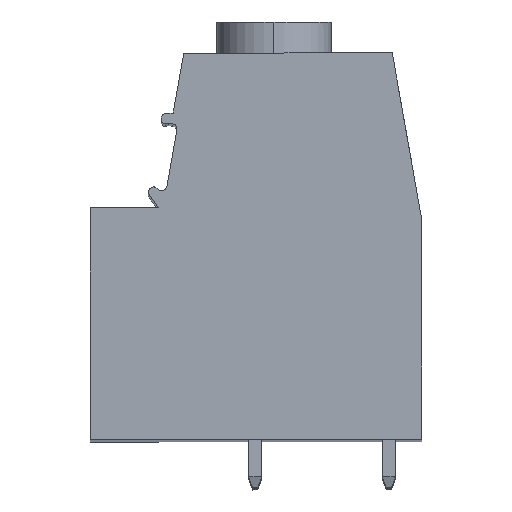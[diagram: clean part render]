
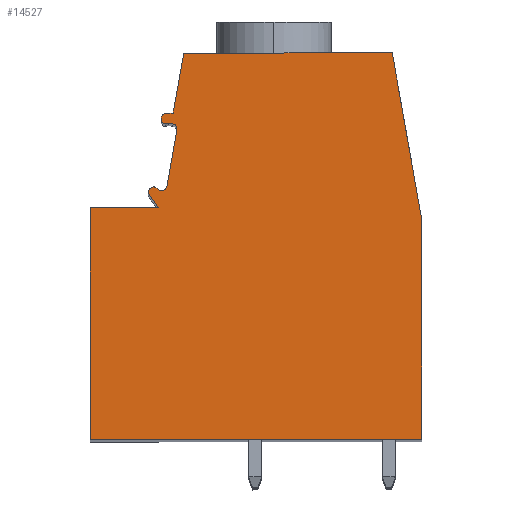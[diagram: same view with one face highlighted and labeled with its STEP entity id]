
A CAD part, top view. The second image highlights one B-rep face of the part: STEP entity #14527.
In plain terms, the highlighted planar face has unit normal (0, 0, 1).
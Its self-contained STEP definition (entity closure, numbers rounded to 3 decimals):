
#4030=DIRECTION('',(-1.,0.,0.));
#4031=VECTOR('',#4030,0.6);
#4032=CARTESIAN_POINT('',(-9.708,14.795,127.5));
#4033=LINE('',#4032,#4031);
#4034=DIRECTION('',(-0.174,-0.985,0.));
#4035=VECTOR('',#4034,5.687);
#4036=CARTESIAN_POINT('',(-8.72,20.396,127.5));
#4037=LINE('',#4036,#4035);
#4038=DIRECTION('',(-1.,-0.001,0.));
#4039=VECTOR('',#4038,19.48);
#4040=CARTESIAN_POINT('',(10.76,20.41,127.5));
#4041=LINE('',#4040,#4039);
#4042=DIRECTION('',(-0.174,0.985,0.));
#4043=VECTOR('',#4042,15.891);
#4044=CARTESIAN_POINT('',(13.53,4.762,127.5));
#4045=LINE('',#4044,#4043);
#4046=DIRECTION('',(0.,1.,0.));
#4047=VECTOR('',#4046,20.45);
#4048=CARTESIAN_POINT('',(13.53,-15.688,127.5));
#4049=LINE('',#4048,#4047);
#4050=DIRECTION('',(1.,0.001,0.));
#4051=VECTOR('',#4050,31.);
#4052=CARTESIAN_POINT('',(-17.47,-15.71,127.5));
#4053=LINE('',#4052,#4051);
#4054=DIRECTION('',(0.,-1.,0.));
#4055=VECTOR('',#4054,21.65);
#4056=CARTESIAN_POINT('',(-17.47,5.94,127.5));
#4057=LINE('',#4056,#4055);
#4058=DIRECTION('',(-1.,0.,0.));
#4059=VECTOR('',#4058,6.38);
#4060=CARTESIAN_POINT('',(-11.09,5.94,127.5));
#4061=LINE('',#4060,#4059);
#4062=DIRECTION('',(0.577,-0.817,0.));
#4063=VECTOR('',#4062,1.51);
#4064=CARTESIAN_POINT('',(-11.961,7.174,127.5));
#4065=LINE('',#4064,#4063);
#4066=CARTESIAN_POINT('',(-11.634,7.404,127.5));
#4067=DIRECTION('',(0.,0.,1.));
#4068=DIRECTION('',(-0.536,0.844,0.));
#4069=AXIS2_PLACEMENT_3D('',#4066,#4067,#4068);
#4071=DIRECTION('',(-0.844,-0.536,0.));
#4072=VECTOR('',#4071,0.245);
#4073=CARTESIAN_POINT('',(-11.642,7.873,127.5));
#4074=LINE('',#4073,#4072);
#4075=CARTESIAN_POINT('',(-11.535,7.704,127.5));
#4076=DIRECTION('',(0.,0.,1.));
#4077=DIRECTION('',(0.56,0.829,0.));
#4078=AXIS2_PLACEMENT_3D('',#4075,#4076,#4077);
#4080=DIRECTION('',(-0.829,0.56,0.));
#4081=VECTOR('',#4080,0.514);
#4082=CARTESIAN_POINT('',(-10.997,7.583,127.5));
#4083=LINE('',#4082,#4081);
#4084=DIRECTION('',(-0.989,0.148,0.));
#4085=VECTOR('',#4084,0.14);
#4086=CARTESIAN_POINT('',(-10.859,7.562,127.5));
#4087=LINE('',#4086,#4085);
#4088=CARTESIAN_POINT('',(-10.785,8.056,127.5));
#4089=DIRECTION('',(0.,0.,-1.));
#4090=DIRECTION('',(0.985,-0.174,0.));
#4091=AXIS2_PLACEMENT_3D('',#4088,#4089,#4090);
#4093=DIRECTION('',(-0.174,-0.985,0.));
#4094=VECTOR('',#4093,5.32);
#4095=CARTESIAN_POINT('',(-9.368,13.209,127.5));
#4096=LINE('',#4095,#4094);
#4097=CARTESIAN_POINT('',(-9.861,13.295,127.5));
#4098=DIRECTION('',(0.,0.,-1.));
#4099=DIRECTION('',(0.182,0.983,0.));
#4100=AXIS2_PLACEMENT_3D('',#4097,#4098,#4099);
#4102=DIRECTION('',(0.983,-0.182,0.));
#4103=VECTOR('',#4102,0.412);
#4104=CARTESIAN_POINT('',(-10.175,13.862,127.5));
#4105=LINE('',#4104,#4103);
#4106=DIRECTION('',(0.97,0.243,0.));
#4107=VECTOR('',#4106,0.292);
#4108=CARTESIAN_POINT('',(-10.458,13.791,127.5));
#4109=LINE('',#4108,#4107);
#4110=CARTESIAN_POINT('',(-10.506,13.985,127.5));
#4111=DIRECTION('',(0.,0.,1.));
#4112=DIRECTION('',(-0.792,-0.61,0.));
#4113=AXIS2_PLACEMENT_3D('',#4110,#4111,#4112);
#4115=DIRECTION('',(0.61,-0.792,0.));
#4116=VECTOR('',#4115,0.188);
#4117=CARTESIAN_POINT('',(-10.78,14.012,127.5));
#4118=LINE('',#4117,#4116);
#4119=CARTESIAN_POINT('',(-10.542,14.195,127.5));
#4120=DIRECTION('',(0.,0.,1.));
#4121=DIRECTION('',(-0.966,0.259,0.));
#4122=AXIS2_PLACEMENT_3D('',#4119,#4120,#4121);
#4124=DIRECTION('',(-0.259,-0.966,0.));
#4125=VECTOR('',#4124,0.157);
#4126=CARTESIAN_POINT('',(-10.791,14.425,127.5));
#4127=LINE('',#4126,#4125);
#4128=CARTESIAN_POINT('',(-10.308,14.295,127.5));
#4129=DIRECTION('',(0.,0.,1.));
#4130=DIRECTION('',(0.,1.,0.));
#4131=AXIS2_PLACEMENT_3D('',#4128,#4129,#4130);
#7239=CARTESIAN_POINT('',(-9.708,14.795,127.5));
#7240=CARTESIAN_POINT('',(-10.308,14.795,127.5));
#7241=VERTEX_POINT('',#7239);
#7242=VERTEX_POINT('',#7240);
#7243=CARTESIAN_POINT('',(-10.791,14.425,127.5));
#7244=VERTEX_POINT('',#7243);
#7245=CARTESIAN_POINT('',(-10.832,14.273,127.5));
#7246=VERTEX_POINT('',#7245);
#7247=CARTESIAN_POINT('',(-10.78,14.012,127.5));
#7248=VERTEX_POINT('',#7247);
#7249=CARTESIAN_POINT('',(-10.665,13.863,127.5));
#7250=VERTEX_POINT('',#7249);
#7251=CARTESIAN_POINT('',(-10.458,13.791,127.5));
#7252=VERTEX_POINT('',#7251);
#7253=CARTESIAN_POINT('',(-10.175,13.862,127.5));
#7254=VERTEX_POINT('',#7253);
#7255=CARTESIAN_POINT('',(-9.77,13.787,127.5));
#7256=VERTEX_POINT('',#7255);
#7257=CARTESIAN_POINT('',(-9.368,13.209,127.5));
#7258=VERTEX_POINT('',#7257);
#7259=CARTESIAN_POINT('',(-10.292,7.969,127.5));
#7260=VERTEX_POINT('',#7259);
#7261=CARTESIAN_POINT('',(-10.859,7.562,127.5));
#7262=VERTEX_POINT('',#7261);
#7263=CARTESIAN_POINT('',(-10.997,7.583,127.5));
#7264=VERTEX_POINT('',#7263);
#7265=CARTESIAN_POINT('',(-11.423,7.87,127.5));
#7266=VERTEX_POINT('',#7265);
#7267=CARTESIAN_POINT('',(-11.642,7.873,127.5));
#7268=VERTEX_POINT('',#7267);
#7269=CARTESIAN_POINT('',(-11.848,7.742,127.5));
#7270=VERTEX_POINT('',#7269);
#7271=CARTESIAN_POINT('',(-11.961,7.174,127.5));
#7272=VERTEX_POINT('',#7271);
#7273=CARTESIAN_POINT('',(-11.09,5.94,127.5));
#7274=VERTEX_POINT('',#7273);
#7275=CARTESIAN_POINT('',(-17.47,5.94,127.5));
#7276=VERTEX_POINT('',#7275);
#7277=CARTESIAN_POINT('',(-17.47,-15.71,127.5));
#7278=VERTEX_POINT('',#7277);
#7279=CARTESIAN_POINT('',(13.53,-15.688,127.5));
#7280=VERTEX_POINT('',#7279);
#7281=CARTESIAN_POINT('',(13.53,4.762,127.5));
#7282=VERTEX_POINT('',#7281);
#7283=CARTESIAN_POINT('',(10.76,20.41,127.5));
#7284=VERTEX_POINT('',#7283);
#7285=CARTESIAN_POINT('',(-8.72,20.396,127.5));
#7286=VERTEX_POINT('',#7285);
#14496=CARTESIAN_POINT('',(0.,0.,127.5));
#14497=DIRECTION('',(0.,0.,1.));
#14498=DIRECTION('',(1.,0.,0.));
#14499=AXIS2_PLACEMENT_3D('',#14496,#14497,#14498);
#14500=PLANE('',#14499);
#14501=ORIENTED_EDGE('',*,*,#9439,.F.);
#14502=ORIENTED_EDGE('',*,*,#9454,.F.);
#14503=ORIENTED_EDGE('',*,*,#9469,.F.);
#14504=ORIENTED_EDGE('',*,*,#12892,.F.);
#14505=ORIENTED_EDGE('',*,*,#12980,.F.);
#14506=ORIENTED_EDGE('',*,*,#13789,.F.);
#14507=ORIENTED_EDGE('',*,*,#14163,.F.);
#14508=ORIENTED_EDGE('',*,*,#14267,.F.);
#14509=ORIENTED_EDGE('',*,*,#14281,.F.);
#14510=ORIENTED_EDGE('',*,*,#14295,.F.);
#14511=ORIENTED_EDGE('',*,*,#14309,.F.);
#14512=ORIENTED_EDGE('',*,*,#14323,.F.);
#14513=ORIENTED_EDGE('',*,*,#14337,.F.);
#14514=ORIENTED_EDGE('',*,*,#14351,.F.);
#14515=ORIENTED_EDGE('',*,*,#14365,.F.);
#14516=ORIENTED_EDGE('',*,*,#14379,.F.);
#14517=ORIENTED_EDGE('',*,*,#14393,.F.);
#14518=ORIENTED_EDGE('',*,*,#14407,.F.);
#14519=ORIENTED_EDGE('',*,*,#14421,.F.);
#14520=ORIENTED_EDGE('',*,*,#14435,.F.);
#14521=ORIENTED_EDGE('',*,*,#14449,.F.);
#14522=ORIENTED_EDGE('',*,*,#14463,.F.);
#14523=ORIENTED_EDGE('',*,*,#14477,.F.);
#14524=ORIENTED_EDGE('',*,*,#14490,.F.);
#14525=EDGE_LOOP('',(#14501,#14502,#14503,#14504,#14505,#14506,#14507,#14508,
#14509,#14510,#14511,#14512,#14513,#14514,#14515,#14516,#14517,#14518,#14519,
#14520,#14521,#14522,#14523,#14524));
#14526=FACE_OUTER_BOUND('',#14525,.F.);
#4070=CIRCLE('',#4069,0.4);
#4079=CIRCLE('',#4078,0.2);
#4092=CIRCLE('',#4091,0.5);
#4101=CIRCLE('',#4100,0.5);
#4114=CIRCLE('',#4113,0.2);
#4123=CIRCLE('',#4122,0.3);
#4132=CIRCLE('',#4131,0.5);
#9439=EDGE_CURVE('',#7241,#7242,#4033,.T.);
#9454=EDGE_CURVE('',#7286,#7241,#4037,.T.);
#9469=EDGE_CURVE('',#7284,#7286,#4041,.T.);
#12892=EDGE_CURVE('',#7282,#7284,#4045,.T.);
#12980=EDGE_CURVE('',#7280,#7282,#4049,.T.);
#13789=EDGE_CURVE('',#7278,#7280,#4053,.T.);
#14163=EDGE_CURVE('',#7276,#7278,#4057,.T.);
#14267=EDGE_CURVE('',#7274,#7276,#4061,.T.);
#14281=EDGE_CURVE('',#7272,#7274,#4065,.T.);
#14295=EDGE_CURVE('',#7270,#7272,#4070,.T.);
#14309=EDGE_CURVE('',#7268,#7270,#4074,.T.);
#14323=EDGE_CURVE('',#7266,#7268,#4079,.T.);
#14337=EDGE_CURVE('',#7264,#7266,#4083,.T.);
#14351=EDGE_CURVE('',#7262,#7264,#4087,.T.);
#14365=EDGE_CURVE('',#7260,#7262,#4092,.T.);
#14379=EDGE_CURVE('',#7258,#7260,#4096,.T.);
#14393=EDGE_CURVE('',#7256,#7258,#4101,.T.);
#14407=EDGE_CURVE('',#7254,#7256,#4105,.T.);
#14421=EDGE_CURVE('',#7252,#7254,#4109,.T.);
#14435=EDGE_CURVE('',#7250,#7252,#4114,.T.);
#14449=EDGE_CURVE('',#7248,#7250,#4118,.T.);
#14463=EDGE_CURVE('',#7246,#7248,#4123,.T.);
#14477=EDGE_CURVE('',#7244,#7246,#4127,.T.);
#14490=EDGE_CURVE('',#7242,#7244,#4132,.T.);
#14527=ADVANCED_FACE('',(#14526),#14500,.T.);
